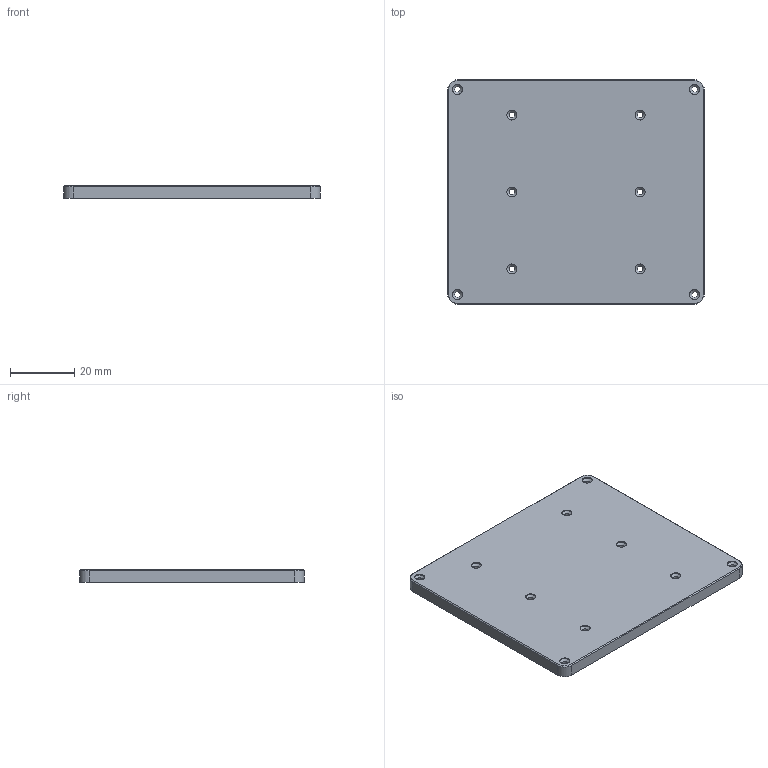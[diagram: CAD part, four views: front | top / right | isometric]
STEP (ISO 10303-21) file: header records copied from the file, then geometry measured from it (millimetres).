
FILE_DESCRIPTION(('FreeCAD Model'),'2;1');
FILE_NAME('Open CASCADE Shape Model','2024-06-29T12:25:57',(''),(''), 'Open CASCADE STEP processor 7.6','FreeCAD','Unknown');
FILE_SCHEMA(('AUTOMOTIVE_DESIGN { 1 0 10303 214 1 1 1 1 }'));
Length unit declared in the file: millimetre
Products named in the file (1): Body
Bounding box: 80 x 70 x 4 mm (x, y, z)
Volume: 22224.2 mm3; surface area: 12483.5 mm2
Topology: 1 solids, 1 shells, 48 faces, 110 edges, 64 vertices
Faces by surface type: cylinder 24, cone 14, plane 10
Full cylindrical faces by diameter (mm): 1.8 x10, 3.1 x10
Entity records: 1404 total; most frequent: DIRECTION 260, CARTESIAN_POINT 223, ORIENTED_EDGE 220, EDGE_CURVE 110, AXIS2_PLACEMENT_3D 101, FACE_BOUND 68, EDGE_LOOP 68, VERTEX_POINT 64
